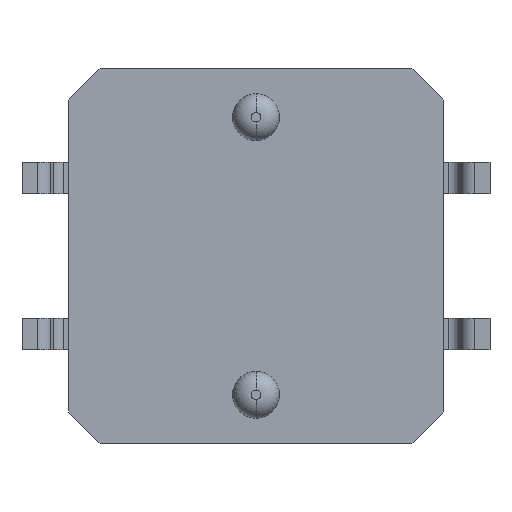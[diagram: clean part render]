
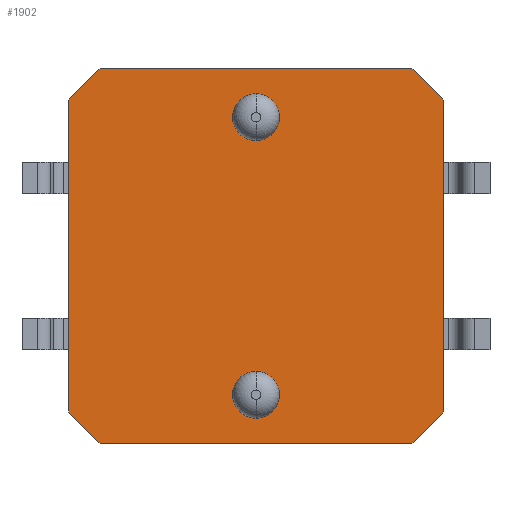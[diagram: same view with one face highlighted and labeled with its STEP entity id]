
A CAD part, front view. The second image highlights one B-rep face of the part: STEP entity #1902.
In plain terms, the highlighted planar face has unit normal (0, -1, 0).
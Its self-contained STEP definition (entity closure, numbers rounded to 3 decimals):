
#123 = AXIS2_PLACEMENT_3D ( 'NONE', #5604, #5143, #686 ) ;
#127 = ORIENTED_EDGE ( 'NONE', *, *, #4193, .F. ) ;
#308 = DIRECTION ( 'NONE',  ( 0., -1., 0. ) ) ;
#331 = ORIENTED_EDGE ( 'NONE', *, *, #1037, .T. ) ;
#404 = AXIS2_PLACEMENT_3D ( 'NONE', #5238, #3693, #4730 ) ;
#413 = ORIENTED_EDGE ( 'NONE', *, *, #5636, .F. ) ;
#557 = VECTOR ( 'NONE', #6443, 1000. ) ;
#640 = EDGE_CURVE ( 'NONE', #2368, #4470, #2448, .T. ) ;
#686 = DIRECTION ( 'NONE',  ( 0., 0., 1. ) ) ;
#694 = FACE_OUTER_BOUND ( 'NONE', #3412, .T. ) ;
#817 = CARTESIAN_POINT ( 'NONE',  ( 5., 0., 6. ) ) ;
#930 = CIRCLE ( 'NONE', #4346, 0.75 ) ;
#969 = CARTESIAN_POINT ( 'NONE',  ( -5., 0., 6. ) ) ;
#1030 = VERTEX_POINT ( 'NONE', #4833 ) ;
#1037 = EDGE_CURVE ( 'NONE', #6047, #1030, #1738, .T. ) ;
#1043 = CARTESIAN_POINT ( 'NONE',  ( -6., 0., -6. ) ) ;
#1058 = CARTESIAN_POINT ( 'NONE',  ( -5., 0., -6. ) ) ;
#1091 = DIRECTION ( 'NONE',  ( 0.707, 0., -0.707 ) ) ;
#1119 = CIRCLE ( 'NONE', #404, 0.75 ) ;
#1260 = ORIENTED_EDGE ( 'NONE', *, *, #640, .T. ) ;
#1285 = VERTEX_POINT ( 'NONE', #5954 ) ;
#1319 = VERTEX_POINT ( 'NONE', #6462 ) ;
#1354 = VERTEX_POINT ( 'NONE', #6395 ) ;
#1465 = DIRECTION ( 'NONE',  ( 0., -1., 0. ) ) ;
#1492 = CARTESIAN_POINT ( 'NONE',  ( 6., 0., 5. ) ) ;
#1558 = DIRECTION ( 'NONE',  ( -1., 0., 0. ) ) ;
#1581 = LINE ( 'NONE', #3551, #3198 ) ;
#1738 = LINE ( 'NONE', #2715, #4356 ) ;
#1822 = CARTESIAN_POINT ( 'NONE',  ( 0., 0., -4.45 ) ) ;
#1902 = ADVANCED_FACE ( 'NONE', ( #6110, #2159, #694 ), #3648, .F. ) ;
#1903 = LINE ( 'NONE', #1930, #5876 ) ;
#1930 = CARTESIAN_POINT ( 'NONE',  ( -6., 0., -6. ) ) ;
#1932 = ORIENTED_EDGE ( 'NONE', *, *, #3808, .F. ) ;
#1960 = ORIENTED_EDGE ( 'NONE', *, *, #5110, .T. ) ;
#1966 = CIRCLE ( 'NONE', #6359, 0.75 ) ;
#1994 = DIRECTION ( 'NONE',  ( 0., 0., 1. ) ) ;
#2159 = FACE_BOUND ( 'NONE', #5629, .T. ) ;
#2177 = CARTESIAN_POINT ( 'NONE',  ( 0., 0., 5.2 ) ) ;
#2296 = DIRECTION ( 'NONE',  ( 0., 0., 1. ) ) ;
#2368 = VERTEX_POINT ( 'NONE', #969 ) ;
#2448 = LINE ( 'NONE', #4424, #557 ) ;
#2450 = EDGE_CURVE ( 'NONE', #2368, #4098, #4384, .T. ) ;
#2612 = CARTESIAN_POINT ( 'NONE',  ( 6., 0., -6. ) ) ;
#2674 = AXIS2_PLACEMENT_3D ( 'NONE', #1822, #5499, #5526 ) ;
#2675 = VERTEX_POINT ( 'NONE', #1492 ) ;
#2715 = CARTESIAN_POINT ( 'NONE',  ( 5., 0., -6. ) ) ;
#2958 = EDGE_CURVE ( 'NONE', #2675, #1030, #3124, .T. ) ;
#2968 = VECTOR ( 'NONE', #6374, 1000. ) ;
#3008 = ORIENTED_EDGE ( 'NONE', *, *, #5063, .F. ) ;
#3066 = VERTEX_POINT ( 'NONE', #5343 ) ;
#3124 = LINE ( 'NONE', #2612, #4627 ) ;
#3198 = VECTOR ( 'NONE', #1091, 1000. ) ;
#3412 = EDGE_LOOP ( 'NONE', ( #5311, #5429, #6385, #1260, #1932, #1960, #413, #331 ) ) ;
#3495 = LINE ( 'NONE', #1043, #4947 ) ;
#3551 = CARTESIAN_POINT ( 'NONE',  ( -6., 0., -5. ) ) ;
#3579 = CARTESIAN_POINT ( 'NONE',  ( 0., 0., -4.45 ) ) ;
#3581 = VERTEX_POINT ( 'NONE', #2177 ) ;
#3648 = PLANE ( 'NONE',  #123 ) ;
#3693 = DIRECTION ( 'NONE',  ( 0., -1., 0. ) ) ;
#3808 = EDGE_CURVE ( 'NONE', #1354, #4470, #1903, .T. ) ;
#4044 = DIRECTION ( 'NONE',  ( 0., 0., 1. ) ) ;
#4098 = VERTEX_POINT ( 'NONE', #817 ) ;
#4193 = EDGE_CURVE ( 'NONE', #3581, #1285, #1966, .T. ) ;
#4197 = DIRECTION ( 'NONE',  ( 0., 0., -1. ) ) ;
#4346 = AXIS2_PLACEMENT_3D ( 'NONE', #3579, #308, #2296 ) ;
#4349 = CARTESIAN_POINT ( 'NONE',  ( -6., 0., 6. ) ) ;
#4356 = VECTOR ( 'NONE', #4685, 1000. ) ;
#4384 = LINE ( 'NONE', #4349, #2968 ) ;
#4424 = CARTESIAN_POINT ( 'NONE',  ( -5., 0., 6. ) ) ;
#4470 = VERTEX_POINT ( 'NONE', #4889 ) ;
#4566 = EDGE_CURVE ( 'NONE', #2675, #4098, #6208, .T. ) ;
#4627 = VECTOR ( 'NONE', #4197, 1000. ) ;
#4685 = DIRECTION ( 'NONE',  ( 0.707, 0., 0.707 ) ) ;
#4702 = EDGE_CURVE ( 'NONE', #1285, #3581, #1119, .T. ) ;
#4730 = DIRECTION ( 'NONE',  ( 0., 0., 1. ) ) ;
#4833 = CARTESIAN_POINT ( 'NONE',  ( 6., 0., -5. ) ) ;
#4889 = CARTESIAN_POINT ( 'NONE',  ( -6., 0., 5. ) ) ;
#4947 = VECTOR ( 'NONE', #1558, 1000. ) ;
#5017 = CARTESIAN_POINT ( 'NONE',  ( 0., 0., 4.45 ) ) ;
#5063 = EDGE_CURVE ( 'NONE', #3066, #1319, #930, .T. ) ;
#5110 = EDGE_CURVE ( 'NONE', #1354, #6107, #1581, .T. ) ;
#5143 = DIRECTION ( 'NONE',  ( 0., 1., 0. ) ) ;
#5238 = CARTESIAN_POINT ( 'NONE',  ( 0., 0., 4.45 ) ) ;
#5311 = ORIENTED_EDGE ( 'NONE', *, *, #2958, .F. ) ;
#5343 = CARTESIAN_POINT ( 'NONE',  ( 0., 0., -5.2 ) ) ;
#5429 = ORIENTED_EDGE ( 'NONE', *, *, #4566, .T. ) ;
#5499 = DIRECTION ( 'NONE',  ( 0., -1., 0. ) ) ;
#5526 = DIRECTION ( 'NONE',  ( 0., 0., 1. ) ) ;
#5565 = EDGE_CURVE ( 'NONE', #1319, #3066, #5909, .T. ) ;
#5604 = CARTESIAN_POINT ( 'NONE',  ( 0., 0., 0. ) ) ;
#5629 = EDGE_LOOP ( 'NONE', ( #127, #6322 ) ) ;
#5636 = EDGE_CURVE ( 'NONE', #6047, #6107, #3495, .T. ) ;
#5784 = CARTESIAN_POINT ( 'NONE',  ( 6., 0., 5. ) ) ;
#5858 = ORIENTED_EDGE ( 'NONE', *, *, #5565, .F. ) ;
#5876 = VECTOR ( 'NONE', #1994, 1000. ) ;
#5909 = CIRCLE ( 'NONE', #2674, 0.75 ) ;
#5954 = CARTESIAN_POINT ( 'NONE',  ( 0., 0., 3.7 ) ) ;
#6008 = VECTOR ( 'NONE', #6249, 1000. ) ;
#6047 = VERTEX_POINT ( 'NONE', #6211 ) ;
#6107 = VERTEX_POINT ( 'NONE', #1058 ) ;
#6110 = FACE_BOUND ( 'NONE', #6199, .T. ) ;
#6199 = EDGE_LOOP ( 'NONE', ( #5858, #3008 ) ) ;
#6208 = LINE ( 'NONE', #5784, #6008 ) ;
#6211 = CARTESIAN_POINT ( 'NONE',  ( 5., 0., -6. ) ) ;
#6249 = DIRECTION ( 'NONE',  ( -0.707, 0., 0.707 ) ) ;
#6322 = ORIENTED_EDGE ( 'NONE', *, *, #4702, .F. ) ;
#6359 = AXIS2_PLACEMENT_3D ( 'NONE', #5017, #1465, #4044 ) ;
#6374 = DIRECTION ( 'NONE',  ( 1., 0., 0. ) ) ;
#6385 = ORIENTED_EDGE ( 'NONE', *, *, #2450, .F. ) ;
#6395 = CARTESIAN_POINT ( 'NONE',  ( -6., 0., -5. ) ) ;
#6443 = DIRECTION ( 'NONE',  ( -0.707, 0., -0.707 ) ) ;
#6462 = CARTESIAN_POINT ( 'NONE',  ( 0., 0., -3.7 ) ) ;
